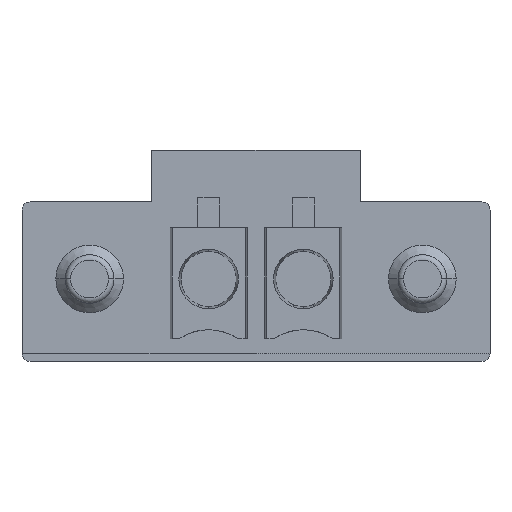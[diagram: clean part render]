
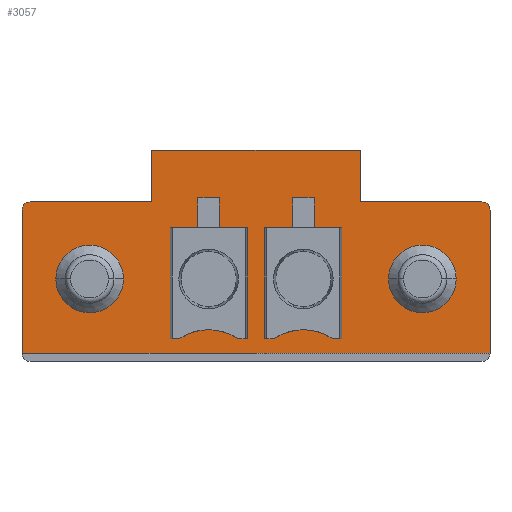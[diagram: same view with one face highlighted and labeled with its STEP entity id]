
A CAD part, front view. The second image highlights one B-rep face of the part: STEP entity #3057.
In plain terms, the highlighted planar face has unit normal (0, -1, 0).
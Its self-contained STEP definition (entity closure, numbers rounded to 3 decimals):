
#185=CARTESIAN_POINT('',(10.4,6.6,-8.55));
#186=DIRECTION('',(0.,1.,0.));
#187=DIRECTION('',(-0.556,0.,0.831));
#188=AXIS2_PLACEMENT_3D('',#185,#186,#187);
#190=CARTESIAN_POINT('',(14.8,6.6,-4.75));
#191=DIRECTION('',(0.,-1.,0.));
#192=DIRECTION('',(-1.,0.,0.));
#193=AXIS2_PLACEMENT_3D('',#190,#191,#192);
#195=CARTESIAN_POINT('',(14.8,6.6,-4.75));
#196=DIRECTION('',(0.,-1.,0.));
#197=DIRECTION('',(1.,0.,0.));
#198=AXIS2_PLACEMENT_3D('',#195,#196,#197);
#200=CARTESIAN_POINT('',(2.5,6.6,-4.75));
#201=DIRECTION('',(0.,-1.,0.));
#202=DIRECTION('',(-1.,0.,0.));
#203=AXIS2_PLACEMENT_3D('',#200,#201,#202);
#205=CARTESIAN_POINT('',(2.5,6.6,-4.75));
#206=DIRECTION('',(0.,-1.,0.));
#207=DIRECTION('',(1.,0.,0.));
#208=AXIS2_PLACEMENT_3D('',#205,#206,#207);
#210=CARTESIAN_POINT('',(6.9,6.6,-8.55));
#211=DIRECTION('',(0.,1.,0.));
#212=DIRECTION('',(-0.556,0.,0.831));
#213=AXIS2_PLACEMENT_3D('',#210,#211,#212);
#215=CARTESIAN_POINT('',(17.,6.6,-2.2));
#216=DIRECTION('',(0.,1.,0.));
#217=DIRECTION('',(0.,0.,1.));
#218=AXIS2_PLACEMENT_3D('',#215,#216,#217);
#220=CARTESIAN_POINT('',(0.3,6.6,-2.2));
#221=DIRECTION('',(0.,1.,0.));
#222=DIRECTION('',(-1.,0.,0.));
#223=AXIS2_PLACEMENT_3D('',#220,#221,#222);
#225=DIRECTION('',(1.,0.,0.));
#226=VECTOR('',#225,4.5);
#227=CARTESIAN_POINT('',(0.3,6.6,-1.9));
#228=LINE('',#227,#226);
#229=DIRECTION('',(0.,0.,1.));
#230=VECTOR('',#229,1.9);
#231=CARTESIAN_POINT('',(4.8,6.6,-1.9));
#232=LINE('',#231,#230);
#233=DIRECTION('',(-1.,0.,0.));
#234=VECTOR('',#233,0.355);
#235=CARTESIAN_POINT('',(11.825,6.6,-6.95));
#236=LINE('',#235,#234);
#245=DIRECTION('',(-1.,0.,0.));
#246=VECTOR('',#245,0.355);
#247=CARTESIAN_POINT('',(9.33,6.6,-6.95));
#248=LINE('',#247,#246);
#257=DIRECTION('',(0.,0.,1.));
#258=VECTOR('',#257,4.1);
#259=CARTESIAN_POINT('',(8.975,6.6,-6.95));
#260=LINE('',#259,#258);
#269=DIRECTION('',(1.,0.,0.));
#270=VECTOR('',#269,2.85);
#271=CARTESIAN_POINT('',(8.975,6.6,-2.85));
#272=LINE('',#271,#270);
#273=DIRECTION('',(0.,0.,-1.));
#274=VECTOR('',#273,4.1);
#275=CARTESIAN_POINT('',(11.825,6.6,-2.85));
#276=LINE('',#275,#274);
#539=DIRECTION('',(1.,0.,0.));
#540=VECTOR('',#539,2.85);
#541=CARTESIAN_POINT('',(5.475,6.6,-2.85));
#542=LINE('',#541,#540);
#543=DIRECTION('',(0.,0.,-1.));
#544=VECTOR('',#543,4.1);
#545=CARTESIAN_POINT('',(8.325,6.6,-2.85));
#546=LINE('',#545,#544);
#547=DIRECTION('',(-1.,0.,0.));
#548=VECTOR('',#547,0.355);
#549=CARTESIAN_POINT('',(8.325,6.6,-6.95));
#550=LINE('',#549,#548);
#559=DIRECTION('',(-1.,0.,0.));
#560=VECTOR('',#559,0.355);
#561=CARTESIAN_POINT('',(5.83,6.6,-6.95));
#562=LINE('',#561,#560);
#571=DIRECTION('',(0.,0.,1.));
#572=VECTOR('',#571,4.1);
#573=CARTESIAN_POINT('',(5.475,6.6,-6.95));
#574=LINE('',#573,#572);
#681=DIRECTION('',(-1.,0.,0.));
#682=VECTOR('',#681,7.7);
#683=CARTESIAN_POINT('',(12.5,6.6,0.));
#684=LINE('',#683,#682);
#879=DIRECTION('',(1.,0.,0.));
#880=VECTOR('',#879,17.3);
#881=CARTESIAN_POINT('',(0.,6.6,-7.5));
#882=LINE('',#881,#880);
#891=DIRECTION('',(0.,0.,1.));
#892=VECTOR('',#891,5.3);
#893=CARTESIAN_POINT('',(17.3,6.6,-7.5));
#894=LINE('',#893,#892);
#903=DIRECTION('',(-1.,0.,0.));
#904=VECTOR('',#903,4.5);
#905=CARTESIAN_POINT('',(17.,6.6,-1.9));
#906=LINE('',#905,#904);
#921=DIRECTION('',(0.,0.,1.));
#922=VECTOR('',#921,1.9);
#923=CARTESIAN_POINT('',(12.5,6.6,-1.9));
#924=LINE('',#923,#922);
#1607=DIRECTION('',(0.,0.,-1.));
#1608=VECTOR('',#1607,5.3);
#1609=CARTESIAN_POINT('',(0.,6.6,-2.2));
#1610=LINE('',#1609,#1608);
#2201=CARTESIAN_POINT('',(4.8,6.6,-1.9));
#2202=VERTEX_POINT('',#2201);
#2203=CARTESIAN_POINT('',(0.3,6.6,-1.9));
#2204=VERTEX_POINT('',#2203);
#2205=CARTESIAN_POINT('',(0.,6.6,-2.2));
#2206=VERTEX_POINT('',#2205);
#2207=CARTESIAN_POINT('',(4.8,6.6,0.));
#2208=VERTEX_POINT('',#2207);
#2209=CARTESIAN_POINT('',(1.25,6.6,-4.75));
#2210=CARTESIAN_POINT('',(3.75,6.6,-4.75));
#2211=VERTEX_POINT('',#2209);
#2212=VERTEX_POINT('',#2210);
#2383=CARTESIAN_POINT('',(0.,6.6,-7.5));
#2384=VERTEX_POINT('',#2383);
#2401=CARTESIAN_POINT('',(8.325,6.6,-2.85));
#2403=VERTEX_POINT('',#2401);
#2406=CARTESIAN_POINT('',(5.475,6.6,-2.85));
#2408=VERTEX_POINT('',#2406);
#2417=CARTESIAN_POINT('',(8.325,6.6,-6.95));
#2418=VERTEX_POINT('',#2417);
#2419=CARTESIAN_POINT('',(7.97,6.6,-6.95));
#2420=VERTEX_POINT('',#2419);
#2424=CARTESIAN_POINT('',(5.83,6.6,-6.95));
#2426=VERTEX_POINT('',#2424);
#2429=CARTESIAN_POINT('',(5.475,6.6,-6.95));
#2430=VERTEX_POINT('',#2429);
#2453=CARTESIAN_POINT('',(12.5,6.6,-1.9));
#2454=CARTESIAN_POINT('',(12.5,6.6,0.));
#2455=VERTEX_POINT('',#2453);
#2456=VERTEX_POINT('',#2454);
#2457=CARTESIAN_POINT('',(17.,6.6,-1.9));
#2458=CARTESIAN_POINT('',(17.3,6.6,-2.2));
#2459=VERTEX_POINT('',#2457);
#2460=VERTEX_POINT('',#2458);
#2461=CARTESIAN_POINT('',(13.55,6.6,-4.75));
#2462=CARTESIAN_POINT('',(16.05,6.6,-4.75));
#2463=VERTEX_POINT('',#2461);
#2464=VERTEX_POINT('',#2462);
#2468=CARTESIAN_POINT('',(17.3,6.6,-7.5));
#2470=VERTEX_POINT('',#2468);
#2707=CARTESIAN_POINT('',(11.825,6.6,-6.95));
#2708=CARTESIAN_POINT('',(11.47,6.6,-6.95));
#2709=VERTEX_POINT('',#2707);
#2710=VERTEX_POINT('',#2708);
#2714=CARTESIAN_POINT('',(9.33,6.6,-6.95));
#2716=VERTEX_POINT('',#2714);
#2719=CARTESIAN_POINT('',(8.975,6.6,-6.95));
#2720=VERTEX_POINT('',#2719);
#2723=CARTESIAN_POINT('',(8.975,6.6,-2.85));
#2724=VERTEX_POINT('',#2723);
#2725=CARTESIAN_POINT('',(11.825,6.6,-2.85));
#2727=VERTEX_POINT('',#2725);
#2993=CARTESIAN_POINT('',(4.325,6.6,-3.75));
#2994=DIRECTION('',(0.,1.,0.));
#2995=DIRECTION('',(0.,0.,-1.));
#2996=AXIS2_PLACEMENT_3D('',#2993,#2994,#2995);
#2997=PLANE('',#2996);
#2999=ORIENTED_EDGE('',*,*,#2998,.F.);
#3001=ORIENTED_EDGE('',*,*,#3000,.F.);
#3003=ORIENTED_EDGE('',*,*,#3002,.F.);
#3005=ORIENTED_EDGE('',*,*,#3004,.T.);
#3007=ORIENTED_EDGE('',*,*,#3006,.F.);
#3009=ORIENTED_EDGE('',*,*,#3008,.F.);
#3011=ORIENTED_EDGE('',*,*,#3010,.F.);
#3012=ORIENTED_EDGE('',*,*,#2986,.T.);
#3013=ORIENTED_EDGE('',*,*,#2974,.T.);
#3014=ORIENTED_EDGE('',*,*,#2960,.T.);
#3015=EDGE_LOOP('',(#2999,#3001,#3003,#3005,#3007,#3009,#3011,#3012,#3013,
#3014));
#3016=FACE_OUTER_BOUND('',#3015,.F.);
#3018=ORIENTED_EDGE('',*,*,#3017,.T.);
#3020=ORIENTED_EDGE('',*,*,#3019,.T.);
#3021=EDGE_LOOP('',(#3018,#3020));
#3022=FACE_BOUND('',#3021,.F.);
#3024=ORIENTED_EDGE('',*,*,#3023,.T.);
#3026=ORIENTED_EDGE('',*,*,#3025,.T.);
#3027=EDGE_LOOP('',(#3024,#3026));
#3028=FACE_BOUND('',#3027,.F.);
#3030=ORIENTED_EDGE('',*,*,#3029,.F.);
#3032=ORIENTED_EDGE('',*,*,#3031,.F.);
#3034=ORIENTED_EDGE('',*,*,#3033,.F.);
#3036=ORIENTED_EDGE('',*,*,#3035,.T.);
#3038=ORIENTED_EDGE('',*,*,#3037,.F.);
#3040=ORIENTED_EDGE('',*,*,#3039,.F.);
#3041=EDGE_LOOP('',(#3030,#3032,#3034,#3036,#3038,#3040));
#3042=FACE_BOUND('',#3041,.F.);
#3044=ORIENTED_EDGE('',*,*,#3043,.F.);
#3046=ORIENTED_EDGE('',*,*,#3045,.F.);
#3048=ORIENTED_EDGE('',*,*,#3047,.F.);
#3050=ORIENTED_EDGE('',*,*,#3049,.F.);
#3052=ORIENTED_EDGE('',*,*,#3051,.F.);
#3054=ORIENTED_EDGE('',*,*,#3053,.T.);
#3055=EDGE_LOOP('',(#3044,#3046,#3048,#3050,#3052,#3054));
#3056=FACE_BOUND('',#3055,.F.);
#189=CIRCLE('',#188,1.925);
#194=CIRCLE('',#193,1.25);
#199=CIRCLE('',#198,1.25);
#204=CIRCLE('',#203,1.25);
#209=CIRCLE('',#208,1.25);
#214=CIRCLE('',#213,1.925);
#219=CIRCLE('',#218,0.3);
#224=CIRCLE('',#223,0.3);
#2960=EDGE_CURVE('',#2202,#2208,#232,.T.);
#2974=EDGE_CURVE('',#2204,#2202,#228,.T.);
#2986=EDGE_CURVE('',#2206,#2204,#224,.T.);
#2998=EDGE_CURVE('',#2456,#2208,#684,.T.);
#3000=EDGE_CURVE('',#2455,#2456,#924,.T.);
#3002=EDGE_CURVE('',#2459,#2455,#906,.T.);
#3004=EDGE_CURVE('',#2459,#2460,#219,.T.);
#3006=EDGE_CURVE('',#2470,#2460,#894,.T.);
#3008=EDGE_CURVE('',#2384,#2470,#882,.T.);
#3010=EDGE_CURVE('',#2206,#2384,#1610,.T.);
#3017=EDGE_CURVE('',#2463,#2464,#194,.T.);
#3019=EDGE_CURVE('',#2464,#2463,#199,.T.);
#3023=EDGE_CURVE('',#2211,#2212,#204,.T.);
#3025=EDGE_CURVE('',#2212,#2211,#209,.T.);
#3029=EDGE_CURVE('',#2408,#2403,#542,.T.);
#3031=EDGE_CURVE('',#2430,#2408,#574,.T.);
#3033=EDGE_CURVE('',#2426,#2430,#562,.T.);
#3035=EDGE_CURVE('',#2426,#2420,#214,.T.);
#3037=EDGE_CURVE('',#2418,#2420,#550,.T.);
#3039=EDGE_CURVE('',#2403,#2418,#546,.T.);
#3043=EDGE_CURVE('',#2709,#2710,#236,.T.);
#3045=EDGE_CURVE('',#2727,#2709,#276,.T.);
#3047=EDGE_CURVE('',#2724,#2727,#272,.T.);
#3049=EDGE_CURVE('',#2720,#2724,#260,.T.);
#3051=EDGE_CURVE('',#2716,#2720,#248,.T.);
#3053=EDGE_CURVE('',#2716,#2710,#189,.T.);
#3057=ADVANCED_FACE('',(#3016,#3022,#3028,#3042,#3056),#2997,.F.);
